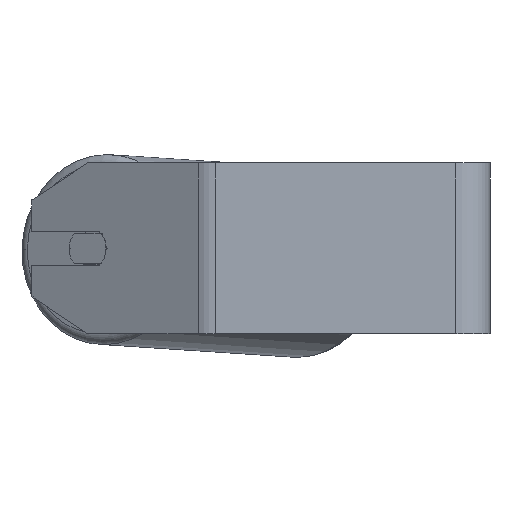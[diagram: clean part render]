
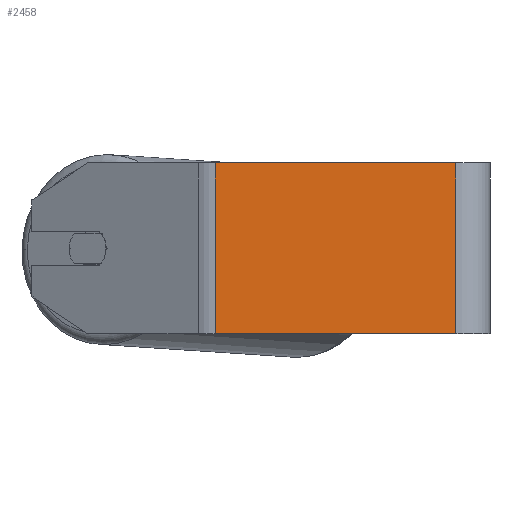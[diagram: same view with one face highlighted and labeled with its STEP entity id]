
A CAD part, left-side view. The second image highlights one B-rep face of the part: STEP entity #2458.
In plain terms, the highlighted planar face has unit normal (-1, 0, 0).
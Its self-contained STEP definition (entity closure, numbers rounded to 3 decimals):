
#348 = DIRECTION ( 'NONE',  ( 0., 0., -1. ) ) ;
#681 = PLANE ( 'NONE',  #5176 ) ;
#1057 = DIRECTION ( 'NONE',  ( 0., 0., -1. ) ) ;
#1206 = DIRECTION ( 'NONE',  ( 0., 1., 0. ) ) ;
#1668 = DIRECTION ( 'NONE',  ( 0., -1., 0. ) ) ;
#1799 = VERTEX_POINT ( 'NONE', #4058 ) ;
#1927 = VERTEX_POINT ( 'NONE', #4241 ) ;
#1957 = EDGE_CURVE ( 'NONE', #1927, #1799, #2053, .T. ) ;
#1999 = LINE ( 'NONE', #4760, #3078 ) ;
#2053 = LINE ( 'NONE', #2548, #2710 ) ;
#2176 = EDGE_CURVE ( 'NONE', #1799, #3422, #4322, .T. ) ;
#2458 = ADVANCED_FACE ( 'NONE', ( #6065 ), #681, .F. ) ;
#2548 = CARTESIAN_POINT ( 'NONE',  ( -230., 128.525, 40. ) ) ;
#2710 = VECTOR ( 'NONE', #348, 1000. ) ;
#2982 = EDGE_CURVE ( 'NONE', #1927, #5274, #3864, .T. ) ;
#3078 = VECTOR ( 'NONE', #1057, 1000. ) ;
#3278 = VECTOR ( 'NONE', #1668, 1000. ) ;
#3422 = VERTEX_POINT ( 'NONE', #5674 ) ;
#3583 = ORIENTED_EDGE ( 'NONE', *, *, #1957, .T. ) ;
#3704 = ORIENTED_EDGE ( 'NONE', *, *, #2176, .T. ) ;
#3854 = CARTESIAN_POINT ( 'NONE',  ( -230., 132.812, -40. ) ) ;
#3864 = LINE ( 'NONE', #6493, #3278 ) ;
#3895 = DIRECTION ( 'NONE',  ( 1., 0., 0. ) ) ;
#4058 = CARTESIAN_POINT ( 'NONE',  ( -230., 128.525, -40. ) ) ;
#4241 = CARTESIAN_POINT ( 'NONE',  ( -230., 128.525, 40. ) ) ;
#4322 = LINE ( 'NONE', #3854, #6177 ) ;
#4460 = CARTESIAN_POINT ( 'NONE',  ( -230., 132.812, 40. ) ) ;
#4760 = CARTESIAN_POINT ( 'NONE',  ( -230., 16., 40. ) ) ;
#5165 = ORIENTED_EDGE ( 'NONE', *, *, #6930, .F. ) ;
#5176 = AXIS2_PLACEMENT_3D ( 'NONE', #4460, #3895, #1206 ) ;
#5274 = VERTEX_POINT ( 'NONE', #6010 ) ;
#5440 = DIRECTION ( 'NONE',  ( 0., -1., 0. ) ) ;
#5441 = EDGE_LOOP ( 'NONE', ( #3704, #5165, #6403, #3583 ) ) ;
#5674 = CARTESIAN_POINT ( 'NONE',  ( -230., 16., -40. ) ) ;
#6010 = CARTESIAN_POINT ( 'NONE',  ( -230., 16., 40. ) ) ;
#6065 = FACE_OUTER_BOUND ( 'NONE', #5441, .T. ) ;
#6177 = VECTOR ( 'NONE', #5440, 1000. ) ;
#6403 = ORIENTED_EDGE ( 'NONE', *, *, #2982, .F. ) ;
#6493 = CARTESIAN_POINT ( 'NONE',  ( -230., 132.812, 40. ) ) ;
#6930 = EDGE_CURVE ( 'NONE', #5274, #3422, #1999, .T. ) ;
